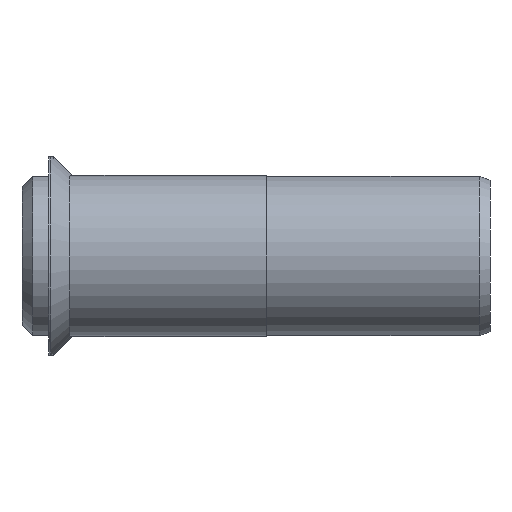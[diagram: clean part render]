
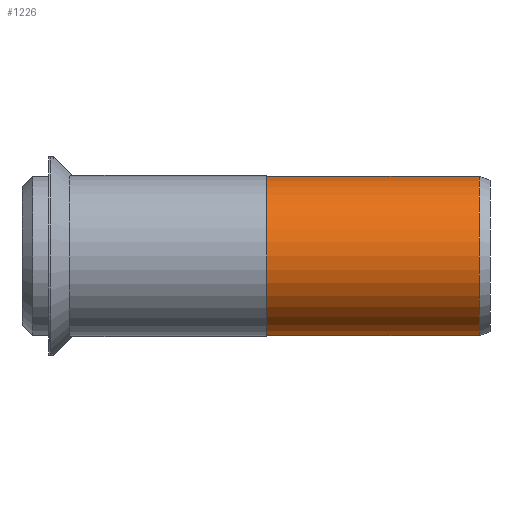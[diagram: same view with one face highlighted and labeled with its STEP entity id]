
A CAD part, left-side view. The second image highlights one B-rep face of the part: STEP entity #1226.
In plain terms, the highlighted cylindrical face has radius 3 mm (diameter 6 mm), a partial arc.
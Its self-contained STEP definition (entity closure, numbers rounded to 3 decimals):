
#15 = CARTESIAN_POINT ( 'NONE',  ( 16.196, 0., 0. ) ) ;
#51 = DIRECTION ( 'NONE',  ( 1., 0., 0. ) ) ;
#56 = EDGE_CURVE ( 'NONE', #1270, #338, #1599, .T. ) ;
#79 = VERTEX_POINT ( 'NONE', #1518 ) ;
#124 = VERTEX_POINT ( 'NONE', #1053 ) ;
#127 = EDGE_LOOP ( 'NONE', ( #1558, #292, #1002, #1118 ) ) ;
#191 = CARTESIAN_POINT ( 'NONE',  ( -10.988, 0., -3. ) ) ;
#223 = CYLINDRICAL_SURFACE ( 'NONE', #461, 3. ) ;
#235 = AXIS2_PLACEMENT_3D ( 'NONE', #15, #1259, #399 ) ;
#292 = ORIENTED_EDGE ( 'NONE', *, *, #1171, .T. ) ;
#338 = VERTEX_POINT ( 'NONE', #963 ) ;
#348 = EDGE_CURVE ( 'NONE', #79, #338, #1138, .T. ) ;
#399 = DIRECTION ( 'NONE',  ( 0., 0., 1. ) ) ;
#403 = CARTESIAN_POINT ( 'NONE',  ( 8.2, 0., 0. ) ) ;
#408 = CARTESIAN_POINT ( 'NONE',  ( -10.988, 0., 3. ) ) ;
#413 = CARTESIAN_POINT ( 'NONE',  ( -10.988, 0., 0. ) ) ;
#461 = AXIS2_PLACEMENT_3D ( 'NONE', #413, #916, #1034 ) ;
#743 = LINE ( 'NONE', #408, #1404 ) ;
#885 = CIRCLE ( 'NONE', #934, 3. ) ;
#916 = DIRECTION ( 'NONE',  ( 1., 0., 0. ) ) ;
#934 = AXIS2_PLACEMENT_3D ( 'NONE', #403, #51, #1023 ) ;
#963 = CARTESIAN_POINT ( 'NONE',  ( 16.196, 0., -3. ) ) ;
#1002 = ORIENTED_EDGE ( 'NONE', *, *, #348, .T. ) ;
#1023 = DIRECTION ( 'NONE',  ( 0., 0., 1. ) ) ;
#1034 = DIRECTION ( 'NONE',  ( 0., 0., -1. ) ) ;
#1053 = CARTESIAN_POINT ( 'NONE',  ( 8.2, 0., 3. ) ) ;
#1071 = DIRECTION ( 'NONE',  ( 1., 0., 0. ) ) ;
#1079 = FACE_OUTER_BOUND ( 'NONE', #127, .T. ) ;
#1118 = ORIENTED_EDGE ( 'NONE', *, *, #56, .F. ) ;
#1138 = LINE ( 'NONE', #191, #1158 ) ;
#1158 = VECTOR ( 'NONE', #1071, 1000. ) ;
#1171 = EDGE_CURVE ( 'NONE', #124, #79, #885, .T. ) ;
#1182 = EDGE_CURVE ( 'NONE', #124, #1270, #743, .T. ) ;
#1226 = ADVANCED_FACE ( 'NONE', ( #1079 ), #223, .T. ) ;
#1259 = DIRECTION ( 'NONE',  ( 1., 0., 0. ) ) ;
#1270 = VERTEX_POINT ( 'NONE', #1296 ) ;
#1296 = CARTESIAN_POINT ( 'NONE',  ( 16.196, 0., 3. ) ) ;
#1395 = DIRECTION ( 'NONE',  ( 1., 0., 0. ) ) ;
#1404 = VECTOR ( 'NONE', #1395, 1000. ) ;
#1518 = CARTESIAN_POINT ( 'NONE',  ( 8.2, 0., -3. ) ) ;
#1558 = ORIENTED_EDGE ( 'NONE', *, *, #1182, .F. ) ;
#1599 = CIRCLE ( 'NONE', #235, 3. ) ;
